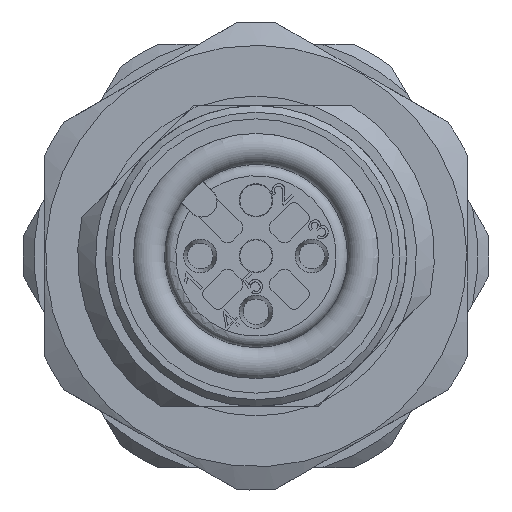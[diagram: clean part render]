
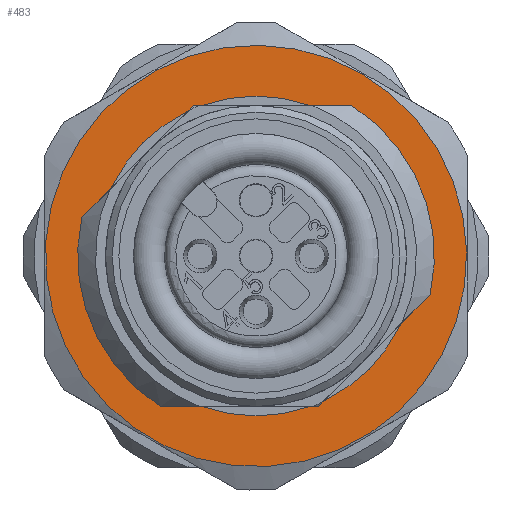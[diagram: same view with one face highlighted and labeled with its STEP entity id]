
A CAD part, front view. The second image highlights one B-rep face of the part: STEP entity #483.
In plain terms, the highlighted planar face has unit normal (0, -1, 0).
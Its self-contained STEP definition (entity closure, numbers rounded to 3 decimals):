
#274=FACE_BOUND('',#985,.T.);
#275=FACE_BOUND('',#986,.T.);
#364=PLANE('',#4355);
#483=ADVANCED_FACE('',(#274,#275),#364,.T.);
#985=EDGE_LOOP('',(#2021));
#986=EDGE_LOOP('',(#2022,#2023,#2024,#2025,#2026,#2027,#2028,#2029,#2030,
#2031,#2032,#2033,#2034,#2035));
#1266=LINE('',#5927,#1573);
#1268=LINE('',#5930,#1575);
#1274=LINE('',#5946,#1581);
#1275=LINE('',#5947,#1582);
#1281=LINE('',#5963,#1588);
#1283=LINE('',#5966,#1590);
#1288=LINE('',#5980,#1595);
#1289=LINE('',#5981,#1596);
#1573=VECTOR('',#4793,1.);
#1575=VECTOR('',#4795,1.);
#1581=VECTOR('',#4803,1.);
#1582=VECTOR('',#4804,1.);
#1588=VECTOR('',#4812,1.);
#1590=VECTOR('',#4814,1.);
#1595=VECTOR('',#4821,1.);
#1596=VECTOR('',#4822,1.);
#2021=ORIENTED_EDGE('',*,*,#3604,.F.);
#2022=ORIENTED_EDGE('',*,*,#3577,.F.);
#2023=ORIENTED_EDGE('',*,*,#3584,.F.);
#2024=ORIENTED_EDGE('',*,*,#3605,.F.);
#2025=ORIENTED_EDGE('',*,*,#3585,.F.);
#2026=ORIENTED_EDGE('',*,*,#3560,.F.);
#2027=ORIENTED_EDGE('',*,*,#3600,.T.);
#2028=ORIENTED_EDGE('',*,*,#3606,.F.);
#2029=ORIENTED_EDGE('',*,*,#3601,.T.);
#2030=ORIENTED_EDGE('',*,*,#3592,.T.);
#2031=ORIENTED_EDGE('',*,*,#3607,.F.);
#2032=ORIENTED_EDGE('',*,*,#3594,.T.);
#2033=ORIENTED_EDGE('',*,*,#3537,.F.);
#2034=ORIENTED_EDGE('',*,*,#3575,.F.);
#2035=ORIENTED_EDGE('',*,*,#3608,.F.);
#3120=VERTEX_POINT('',#5819);
#3122=VERTEX_POINT('',#5822);
#3137=VERTEX_POINT('',#5884);
#3138=VERTEX_POINT('',#5886);
#3147=VERTEX_POINT('',#5926);
#3148=VERTEX_POINT('',#5929);
#3149=VERTEX_POINT('',#5931);
#3153=VERTEX_POINT('',#5945);
#3154=VERTEX_POINT('',#5948);
#3158=VERTEX_POINT('',#5962);
#3159=VERTEX_POINT('',#5964);
#3160=VERTEX_POINT('',#5967);
#3163=VERTEX_POINT('',#5979);
#3164=VERTEX_POINT('',#5982);
#3166=VERTEX_POINT('',#5988);
#3537=EDGE_CURVE('',#3120,#3122,#4135,.T.);
#3560=EDGE_CURVE('',#3137,#3138,#4144,.T.);
#3575=EDGE_CURVE('',#3147,#3120,#1266,.T.);
#3577=EDGE_CURVE('',#3148,#3149,#1268,.T.);
#3584=EDGE_CURVE('',#3153,#3148,#1274,.T.);
#3585=EDGE_CURVE('',#3138,#3154,#1275,.T.);
#3592=EDGE_CURVE('',#3159,#3158,#1281,.T.);
#3594=EDGE_CURVE('',#3160,#3122,#1283,.T.);
#3600=EDGE_CURVE('',#3137,#3163,#1288,.T.);
#3601=EDGE_CURVE('',#3164,#3159,#1289,.T.);
#3604=EDGE_CURVE('',#3166,#3166,#4151,.T.);
#3605=EDGE_CURVE('',#3154,#3153,#4152,.T.);
#3606=EDGE_CURVE('',#3164,#3163,#4153,.T.);
#3607=EDGE_CURVE('',#3160,#3158,#4154,.T.);
#3608=EDGE_CURVE('',#3149,#3147,#4155,.T.);
#4135=CIRCLE('',#4315,8.);
#4144=CIRCLE('',#4331,8.);
#4151=CIRCLE('',#4350,9.45);
#4152=CIRCLE('',#4351,7.172);
#4153=CIRCLE('',#4352,7.172);
#4154=CIRCLE('',#4353,7.172);
#4155=CIRCLE('',#4354,7.172);
#4315=AXIS2_PLACEMENT_3D('',#5821,#4718,#4719);
#4331=AXIS2_PLACEMENT_3D('',#5885,#4758,#4759);
#4350=AXIS2_PLACEMENT_3D('',#5987,#4827,#4828);
#4351=AXIS2_PLACEMENT_3D('',#5989,#4829,#4830);
#4352=AXIS2_PLACEMENT_3D('',#5990,#4831,#4832);
#4353=AXIS2_PLACEMENT_3D('',#5991,#4833,#4834);
#4354=AXIS2_PLACEMENT_3D('',#5992,#4835,#4836);
#4355=AXIS2_PLACEMENT_3D('',#5993,#4837,#4838);
#4718=DIRECTION('',(0.,-1.,0.));
#4719=DIRECTION('',(0.,0.,1.));
#4758=DIRECTION('',(0.,-1.,0.));
#4759=DIRECTION('',(0.,0.,1.));
#4793=DIRECTION('',(-0.707,0.,-0.707));
#4795=DIRECTION('',(-0.707,0.,-0.707));
#4803=DIRECTION('',(-1.,0.,0.));
#4804=DIRECTION('',(-1.,0.,0.));
#4812=DIRECTION('',(-1.,0.,0.));
#4814=DIRECTION('',(-1.,0.,0.));
#4821=DIRECTION('',(-0.707,0.,-0.707));
#4822=DIRECTION('',(-0.707,0.,-0.707));
#4827=DIRECTION('',(0.,1.,0.));
#4828=DIRECTION('',(0.5,0.,0.866));
#4829=DIRECTION('',(0.,-1.,0.));
#4830=DIRECTION('',(-0.5,0.,-0.866));
#4831=DIRECTION('',(0.,-1.,0.));
#4832=DIRECTION('',(-0.5,0.,-0.866));
#4833=DIRECTION('',(0.,-1.,0.));
#4834=DIRECTION('',(-0.5,0.,-0.866));
#4835=DIRECTION('',(0.,-1.,0.));
#4836=DIRECTION('',(-0.5,0.,-0.866));
#4837=DIRECTION('',(0.,-1.,0.));
#4838=DIRECTION('',(0.5,0.,0.866));
#5819=CARTESIAN_POINT('',(0.641,1.05,1.737));
#5821=CARTESIAN_POINT('',(8.45,1.05,0.));
#5822=CARTESIAN_POINT('',(4.156,1.05,-6.75));
#5884=CARTESIAN_POINT('',(16.259,1.05,-1.737));
#5885=CARTESIAN_POINT('',(8.45,1.05,0.));
#5886=CARTESIAN_POINT('',(12.744,1.05,6.75));
#5926=CARTESIAN_POINT('',(1.963,1.05,3.059));
#5927=CARTESIAN_POINT('',(-0.385,1.05,0.711));
#5929=CARTESIAN_POINT('',(5.654,1.05,6.75));
#5930=CARTESIAN_POINT('',(-0.385,1.05,0.711));
#5931=CARTESIAN_POINT('',(5.391,1.05,6.487));
#5945=CARTESIAN_POINT('',(6.026,1.05,6.75));
#5946=CARTESIAN_POINT('',(5.654,1.05,6.75));
#5947=CARTESIAN_POINT('',(5.654,1.05,6.75));
#5948=CARTESIAN_POINT('',(10.874,1.05,6.75));
#5962=CARTESIAN_POINT('',(10.874,1.05,-6.75));
#5963=CARTESIAN_POINT('',(2.706,1.05,-6.75));
#5964=CARTESIAN_POINT('',(11.246,1.05,-6.75));
#5966=CARTESIAN_POINT('',(2.706,1.05,-6.75));
#5967=CARTESIAN_POINT('',(6.026,1.05,-6.75));
#5979=CARTESIAN_POINT('',(14.937,1.05,-3.059));
#5980=CARTESIAN_POINT('',(11.246,1.05,-6.75));
#5981=CARTESIAN_POINT('',(11.246,1.05,-6.75));
#5982=CARTESIAN_POINT('',(11.509,1.05,-6.487));
#5987=CARTESIAN_POINT('',(8.45,1.05,0.));
#5988=CARTESIAN_POINT('',(13.175,1.05,8.184));
#5989=CARTESIAN_POINT('',(8.45,1.05,0.));
#5990=CARTESIAN_POINT('',(8.45,1.05,0.));
#5991=CARTESIAN_POINT('',(8.45,1.05,0.));
#5992=CARTESIAN_POINT('',(8.45,1.05,0.));
#5993=CARTESIAN_POINT('',(8.45,1.05,0.));
